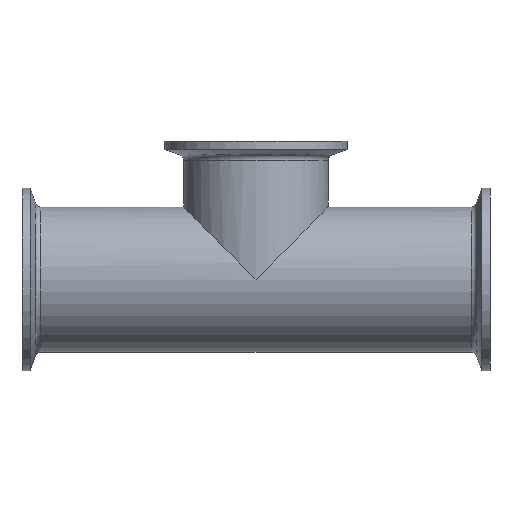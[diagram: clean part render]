
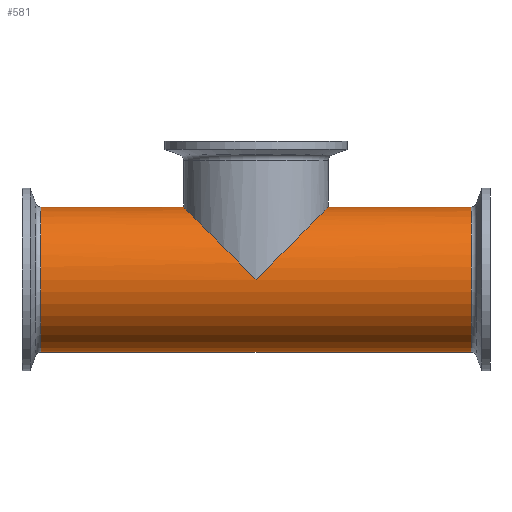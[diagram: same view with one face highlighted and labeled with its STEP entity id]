
A CAD part, front view. The second image highlights one B-rep face of the part: STEP entity #581.
In plain terms, the highlighted cylindrical face has radius 25.4 mm (diameter 50.8 mm), a full revolution.
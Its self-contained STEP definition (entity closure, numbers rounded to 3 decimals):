
#32=ELLIPSE('',#632,35.921,25.4);
#33=ELLIPSE('',#633,35.921,25.4);
#34=ELLIPSE('',#634,35.921,25.4);
#37=CYLINDRICAL_SURFACE('',#665,25.4);
#48=LINE('',#1027,#68);
#49=LINE('',#1028,#69);
#68=VECTOR('',#820,25.4);
#69=VECTOR('',#821,25.4);
#104=FACE_OUTER_BOUND('',#142,.T.);
#142=EDGE_LOOP('',(#439,#440,#441,#442,#443,#444,#445,#446,#447,#448,#449));
#188=CIRCLE('',#658,25.4);
#192=CIRCLE('',#662,25.4);
#194=CIRCLE('',#666,25.4);
#195=CIRCLE('',#667,25.4);
#236=VERTEX_POINT('',#966);
#237=VERTEX_POINT('',#968);
#238=VERTEX_POINT('',#970);
#250=VERTEX_POINT('',#1010);
#251=VERTEX_POINT('',#1011);
#255=VERTEX_POINT('',#1024);
#256=VERTEX_POINT('',#1025);
#296=EDGE_CURVE('',#237,#236,#32,.T.);
#297=EDGE_CURVE('',#238,#237,#33,.T.);
#298=EDGE_CURVE('',#236,#238,#34,.T.);
#316=EDGE_CURVE('',#250,#251,#188,.T.);
#320=EDGE_CURVE('',#251,#250,#192,.T.);
#323=EDGE_CURVE('',#255,#256,#194,.T.);
#324=EDGE_CURVE('',#255,#237,#48,.T.);
#325=EDGE_CURVE('',#237,#250,#49,.T.);
#326=EDGE_CURVE('',#256,#255,#195,.T.);
#439=ORIENTED_EDGE('',*,*,#323,.F.);
#440=ORIENTED_EDGE('',*,*,#324,.T.);
#441=ORIENTED_EDGE('',*,*,#325,.T.);
#442=ORIENTED_EDGE('',*,*,#320,.F.);
#443=ORIENTED_EDGE('',*,*,#316,.F.);
#444=ORIENTED_EDGE('',*,*,#325,.F.);
#445=ORIENTED_EDGE('',*,*,#296,.T.);
#446=ORIENTED_EDGE('',*,*,#298,.T.);
#447=ORIENTED_EDGE('',*,*,#297,.T.);
#448=ORIENTED_EDGE('',*,*,#324,.F.);
#449=ORIENTED_EDGE('',*,*,#326,.F.);
#581=ADVANCED_FACE('',(#104),#37,.T.);
#632=AXIS2_PLACEMENT_3D('',#969,#746,#747);
#633=AXIS2_PLACEMENT_3D('',#971,#748,#749);
#634=AXIS2_PLACEMENT_3D('',#972,#750,#751);
#658=AXIS2_PLACEMENT_3D('',#1012,#801,#802);
#662=AXIS2_PLACEMENT_3D('',#1018,#809,#810);
#665=AXIS2_PLACEMENT_3D('',#1023,#816,#817);
#666=AXIS2_PLACEMENT_3D('',#1026,#818,#819);
#667=AXIS2_PLACEMENT_3D('',#1029,#822,#823);
#746=DIRECTION('center_axis',(-0.707,0.,-0.707));
#747=DIRECTION('ref_axis',(0.707,0.,-0.707));
#748=DIRECTION('center_axis',(0.707,0.,-0.707));
#749=DIRECTION('ref_axis',(0.707,0.,0.707));
#750=DIRECTION('center_axis',(-0.707,0.,-0.707));
#751=DIRECTION('ref_axis',(0.707,0.,-0.707));
#801=DIRECTION('center_axis',(-1.,0.,0.));
#802=DIRECTION('ref_axis',(0.,1.,0.));
#809=DIRECTION('center_axis',(-1.,0.,0.));
#810=DIRECTION('ref_axis',(0.,1.,0.));
#816=DIRECTION('center_axis',(1.,0.,0.));
#817=DIRECTION('ref_axis',(0.,1.,0.));
#818=DIRECTION('center_axis',(1.,0.,0.));
#819=DIRECTION('ref_axis',(0.,-1.,0.));
#820=DIRECTION('',(-1.,0.,0.));
#821=DIRECTION('',(-1.,0.,0.));
#822=DIRECTION('center_axis',(1.,0.,0.));
#823=DIRECTION('ref_axis',(0.,-1.,0.));
#966=CARTESIAN_POINT('',(-25.4,0.,25.4));
#968=CARTESIAN_POINT('',(0.,-25.4,0.));
#969=CARTESIAN_POINT('Origin',(0.,0.,0.));
#970=CARTESIAN_POINT('',(0.,25.4,0.));
#971=CARTESIAN_POINT('Origin',(0.,0.,0.));
#972=CARTESIAN_POINT('Origin',(0.,0.,0.));
#1010=CARTESIAN_POINT('',(-75.347,-25.4,0.));
#1011=CARTESIAN_POINT('',(-75.347,0.,-25.4));
#1012=CARTESIAN_POINT('Origin',(-75.347,0.,0.));
#1018=CARTESIAN_POINT('Origin',(-75.347,0.,0.));
#1023=CARTESIAN_POINT('Origin',(0.,0.,0.));
#1024=CARTESIAN_POINT('',(75.347,-25.4,0.));
#1025=CARTESIAN_POINT('',(75.347,0.,25.4));
#1026=CARTESIAN_POINT('Origin',(75.347,0.,0.));
#1027=CARTESIAN_POINT('',(0.,-25.4,0.));
#1028=CARTESIAN_POINT('',(0.,-25.4,0.));
#1029=CARTESIAN_POINT('Origin',(75.347,0.,0.));
